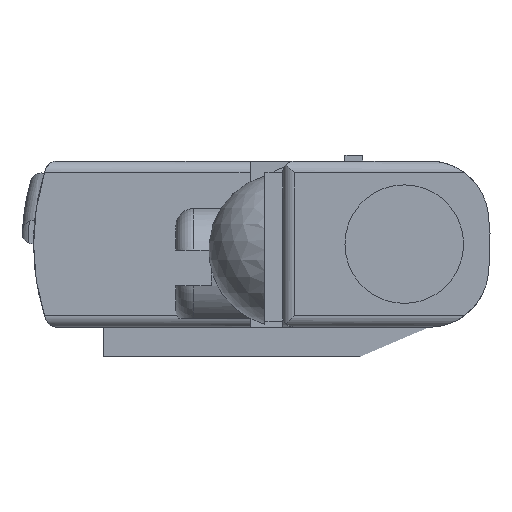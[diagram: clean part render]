
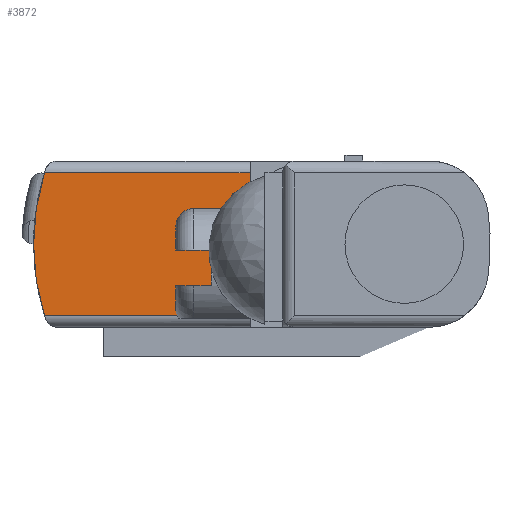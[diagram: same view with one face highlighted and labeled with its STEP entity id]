
A CAD part, left-side view. The second image highlights one B-rep face of the part: STEP entity #3872.
In plain terms, the highlighted planar face has unit normal (-1, 0, 0).
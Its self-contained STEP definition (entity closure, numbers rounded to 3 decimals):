
#774 = CYLINDRICAL_SURFACE('',#775,4.);
#775 = AXIS2_PLACEMENT_3D('',#776,#777,#778);
#776 = CARTESIAN_POINT('',(0.,2.25,0.));
#777 = DIRECTION('',(-1.,0.,0.));
#778 = DIRECTION('',(0.,0.949,-0.316));
#3024 = PLANE('',#3025);
#3025 = AXIS2_PLACEMENT_3D('',#3026,#3027,#3028);
#3026 = CARTESIAN_POINT('',(7.2,2.6,5.));
#3027 = DIRECTION('',(0.,1.,0.));
#3028 = DIRECTION('',(1.,0.,0.));
#3100 = VERTEX_POINT('',#3101);
#3101 = CARTESIAN_POINT('',(6.2,2.6,1.2));
#3120 = CYLINDRICAL_SURFACE('',#3121,0.2);
#3121 = AXIS2_PLACEMENT_3D('',#3122,#3123,#3124);
#3122 = CARTESIAN_POINT('',(6.4,0.75,1.2));
#3123 = DIRECTION('',(0.,-1.,0.));
#3124 = DIRECTION('',(0.,0.,1.));
#3131 = EDGE_CURVE('',#3100,#3132,#3134,.T.);
#3132 = VERTEX_POINT('',#3133);
#3133 = CARTESIAN_POINT('',(6.2,2.6,-1.2));
#3134 = SURFACE_CURVE('',#3135,(#3139,#3146),.PCURVE_S1.);
#3135 = LINE('',#3136,#3137);
#3136 = CARTESIAN_POINT('',(6.2,2.6,5.));
#3137 = VECTOR('',#3138,1.);
#3138 = DIRECTION('',(0.,0.,-1.));
#3139 = PCURVE('',#3024,#3140);
#3140 = DEFINITIONAL_REPRESENTATION('',(#3141),#3145);
#3141 = LINE('',#3142,#3143);
#3142 = CARTESIAN_POINT('',(-1.,0.));
#3143 = VECTOR('',#3144,1.);
#3144 = DIRECTION('',(0.,1.));
#3145 = ( GEOMETRIC_REPRESENTATION_CONTEXT(2) 
PARAMETRIC_REPRESENTATION_CONTEXT() REPRESENTATION_CONTEXT('2D SPACE',''
  ) );
#3146 = PCURVE('',#3147,#3152);
#3147 = PLANE('',#3148);
#3148 = AXIS2_PLACEMENT_3D('',#3149,#3150,#3151);
#3149 = CARTESIAN_POINT('',(6.2,2.6,5.));
#3150 = DIRECTION('',(1.,0.,0.));
#3151 = DIRECTION('',(0.,-1.,0.));
#3152 = DEFINITIONAL_REPRESENTATION('',(#3153),#3157);
#3153 = LINE('',#3154,#3155);
#3154 = CARTESIAN_POINT('',(0.,0.));
#3155 = VECTOR('',#3156,1.);
#3156 = DIRECTION('',(0.,1.));
#3157 = ( GEOMETRIC_REPRESENTATION_CONTEXT(2) 
PARAMETRIC_REPRESENTATION_CONTEXT() REPRESENTATION_CONTEXT('2D SPACE',''
  ) );
#3180 = CYLINDRICAL_SURFACE('',#3181,0.2);
#3181 = AXIS2_PLACEMENT_3D('',#3182,#3183,#3184);
#3182 = CARTESIAN_POINT('',(6.4,0.75,-1.2));
#3183 = DIRECTION('',(0.,-1.,0.));
#3184 = DIRECTION('',(-1.,-0.,0.));
#3872 = ADVANCED_FACE('',(#3873),#3147,.F.);
#3873 = FACE_BOUND('',#3874,.T.);
#3874 = EDGE_LOOP('',(#3875,#3897,#3898,#3920));
#3875 = ORIENTED_EDGE('',*,*,#3876,.T.);
#3876 = EDGE_CURVE('',#3877,#3132,#3879,.T.);
#3877 = VERTEX_POINT('',#3878);
#3878 = CARTESIAN_POINT('',(6.2,6.066,-1.2));
#3879 = SURFACE_CURVE('',#3880,(#3884,#3891),.PCURVE_S1.);
#3880 = LINE('',#3881,#3882);
#3881 = CARTESIAN_POINT('',(6.2,4.425,-1.2));
#3882 = VECTOR('',#3883,1.);
#3883 = DIRECTION('',(0.,-1.,0.));
#3884 = PCURVE('',#3147,#3885);
#3885 = DEFINITIONAL_REPRESENTATION('',(#3886),#3890);
#3886 = LINE('',#3887,#3888);
#3887 = CARTESIAN_POINT('',(-1.825,6.2));
#3888 = VECTOR('',#3889,1.);
#3889 = DIRECTION('',(1.,0.));
#3890 = ( GEOMETRIC_REPRESENTATION_CONTEXT(2) 
PARAMETRIC_REPRESENTATION_CONTEXT() REPRESENTATION_CONTEXT('2D SPACE',''
  ) );
#3891 = PCURVE('',#3180,#3892);
#3892 = DEFINITIONAL_REPRESENTATION('',(#3893),#3896);
#3893 = B_SPLINE_CURVE_WITH_KNOTS('',1,(#3894,#3895),.UNSPECIFIED.,.F.,
  .F.,(2,2),(-1.641,1.825),.PIECEWISE_BEZIER_KNOTS.);
#3894 = CARTESIAN_POINT('',(0.,-5.316));
#3895 = CARTESIAN_POINT('',(0.,-1.85));
#3896 = ( GEOMETRIC_REPRESENTATION_CONTEXT(2) 
PARAMETRIC_REPRESENTATION_CONTEXT() REPRESENTATION_CONTEXT('2D SPACE',''
  ) );
#3897 = ORIENTED_EDGE('',*,*,#3131,.F.);
#3898 = ORIENTED_EDGE('',*,*,#3899,.F.);
#3899 = EDGE_CURVE('',#3900,#3100,#3902,.T.);
#3900 = VERTEX_POINT('',#3901);
#3901 = CARTESIAN_POINT('',(6.2,6.066,1.2));
#3902 = SURFACE_CURVE('',#3903,(#3907,#3914),.PCURVE_S1.);
#3903 = LINE('',#3904,#3905);
#3904 = CARTESIAN_POINT('',(6.2,4.425,1.2));
#3905 = VECTOR('',#3906,1.);
#3906 = DIRECTION('',(0.,-1.,0.));
#3907 = PCURVE('',#3147,#3908);
#3908 = DEFINITIONAL_REPRESENTATION('',(#3909),#3913);
#3909 = LINE('',#3910,#3911);
#3910 = CARTESIAN_POINT('',(-1.825,3.8));
#3911 = VECTOR('',#3912,1.);
#3912 = DIRECTION('',(1.,0.));
#3913 = ( GEOMETRIC_REPRESENTATION_CONTEXT(2) 
PARAMETRIC_REPRESENTATION_CONTEXT() REPRESENTATION_CONTEXT('2D SPACE',''
  ) );
#3914 = PCURVE('',#3120,#3915);
#3915 = DEFINITIONAL_REPRESENTATION('',(#3916),#3919);
#3916 = B_SPLINE_CURVE_WITH_KNOTS('',1,(#3917,#3918),.UNSPECIFIED.,.F.,
  .F.,(2,2),(-1.641,1.825),.PIECEWISE_BEZIER_KNOTS.);
#3917 = CARTESIAN_POINT('',(1.571,-5.316));
#3918 = CARTESIAN_POINT('',(1.571,-1.85));
#3919 = ( GEOMETRIC_REPRESENTATION_CONTEXT(2) 
PARAMETRIC_REPRESENTATION_CONTEXT() REPRESENTATION_CONTEXT('2D SPACE',''
  ) );
#3920 = ORIENTED_EDGE('',*,*,#3921,.F.);
#3921 = EDGE_CURVE('',#3877,#3900,#3922,.T.);
#3922 = SURFACE_CURVE('',#3923,(#3928,#3935),.PCURVE_S1.);
#3923 = CIRCLE('',#3924,4.);
#3924 = AXIS2_PLACEMENT_3D('',#3925,#3926,#3927);
#3925 = CARTESIAN_POINT('',(6.2,2.25,0.));
#3926 = DIRECTION('',(1.,-0.,0.));
#3927 = DIRECTION('',(0.,0.949,-0.316));
#3928 = PCURVE('',#3147,#3929);
#3929 = DEFINITIONAL_REPRESENTATION('',(#3930),#3934);
#3930 = CIRCLE('',#3931,4.);
#3931 = AXIS2_PLACEMENT_2D('',#3932,#3933);
#3932 = CARTESIAN_POINT('',(0.35,5.));
#3933 = DIRECTION('',(-0.949,0.316));
#3934 = ( GEOMETRIC_REPRESENTATION_CONTEXT(2) 
PARAMETRIC_REPRESENTATION_CONTEXT() REPRESENTATION_CONTEXT('2D SPACE',''
  ) );
#3935 = PCURVE('',#774,#3936);
#3936 = DEFINITIONAL_REPRESENTATION('',(#3937),#3940);
#3937 = B_SPLINE_CURVE_WITH_KNOTS('',1,(#3938,#3939),.UNSPECIFIED.,.F.,
  .F.,(2,2),(0.017,0.626),
  .PIECEWISE_BEZIER_KNOTS.);
#3938 = CARTESIAN_POINT('',(6.267,-6.2));
#3939 = CARTESIAN_POINT('',(5.657,-6.2));
#3940 = ( GEOMETRIC_REPRESENTATION_CONTEXT(2) 
PARAMETRIC_REPRESENTATION_CONTEXT() REPRESENTATION_CONTEXT('2D SPACE',''
  ) );
